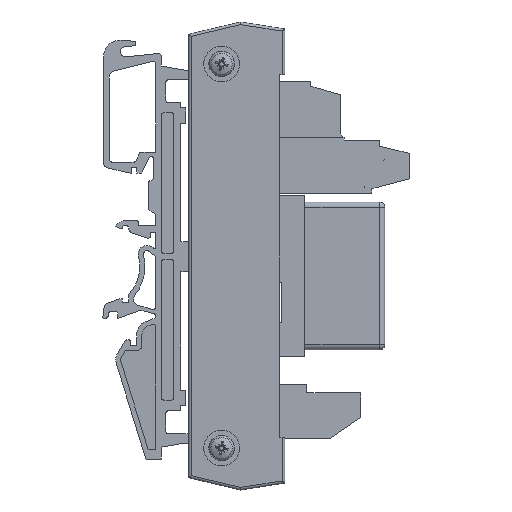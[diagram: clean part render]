
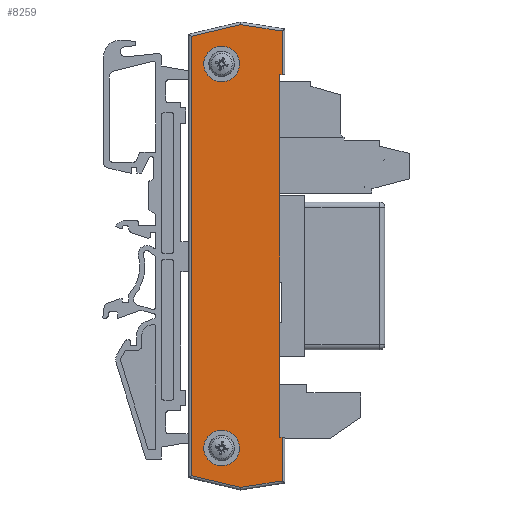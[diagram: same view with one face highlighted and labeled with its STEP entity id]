
A CAD part, left-side view. The second image highlights one B-rep face of the part: STEP entity #8259.
In plain terms, the highlighted face is planar.
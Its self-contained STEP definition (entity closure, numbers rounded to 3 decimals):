
#7798=CARTESIAN_POINT('',(-16.628,6.238,5.0));
#7799=VERTEX_POINT('',#7798);
#7806=CARTESIAN_POINT('',(54.672,6.238,5.0));
#7807=VERTEX_POINT('',#7806);
#7808=CARTESIAN_POINT('',(54.672,6.238,5.0));
#7809=DIRECTION('',(-1.0,0.0,0.0));
#7810=VECTOR('',#7809,71.3);
#7811=LINE('',#7808,#7810);
#7812=EDGE_CURVE('',#7807,#7799,#7811,.T.);
#8055=CARTESIAN_POINT('',(60.272,-5.162,5.0));
#8056=VERTEX_POINT('',#8055);
#8057=CARTESIAN_POINT('',(56.772,-5.162,5.0));
#8058=DIRECTION('',(0.0,0.0,-1.0));
#8059=DIRECTION('',(-1.0,0.0,0.0));
#8060=AXIS2_PLACEMENT_3D('',#8057,#8058,#8059);
#8061=CIRCLE('',#8060,3.5);
#8062=EDGE_CURVE('',#8056,#8056,#8061,.T.);
#8095=CARTESIAN_POINT('',(-15.228,-5.162,5.0));
#8096=VERTEX_POINT('',#8095);
#8097=CARTESIAN_POINT('',(-18.728,-5.162,5.0));
#8098=DIRECTION('',(0.0,0.0,-1.0));
#8099=DIRECTION('',(-1.0,0.0,0.0));
#8100=AXIS2_PLACEMENT_3D('',#8097,#8098,#8099);
#8101=CIRCLE('',#8100,3.5);
#8102=EDGE_CURVE('',#8096,#8096,#8101,.T.);
#8136=CARTESIAN_POINT('',(54.672,6.738,5.0));
#8137=VERTEX_POINT('',#8136);
#8138=CARTESIAN_POINT('',(54.672,6.738,5.0));
#8139=DIRECTION('',(0.0,-1.0,0.0));
#8140=VECTOR('',#8139,0.5);
#8141=LINE('',#8138,#8140);
#8142=EDGE_CURVE('',#8137,#7807,#8141,.T.);
#8167=CARTESIAN_POINT('',(-16.628,6.738,5.0));
#8168=VERTEX_POINT('',#8167);
#8176=CARTESIAN_POINT('',(-16.628,6.238,5.0));
#8177=DIRECTION('',(0.0,1.0,0.0));
#8178=VECTOR('',#8177,0.5);
#8179=LINE('',#8176,#8178);
#8180=EDGE_CURVE('',#7799,#8168,#8179,.T.);
#8189=CARTESIAN_POINT('',(19.022,-2.126,5.0));
#8190=DIRECTION('',(0.0,0.0,1.0));
#8191=DIRECTION('',(1.0,0.0,0.0));
#8192=AXIS2_PLACEMENT_3D('',#8189,#8190,#8191);
#8193=PLANE('',#8192);
#8194=ORIENTED_EDGE('',*,*,#8142,.T.);
#8195=ORIENTED_EDGE('',*,*,#7812,.T.);
#8196=ORIENTED_EDGE('',*,*,#8180,.T.);
#8197=CARTESIAN_POINT('',(-25.176,6.738,5.0));
#8198=VERTEX_POINT('',#8197);
#8199=CARTESIAN_POINT('',(-25.176,6.738,5.0));
#8200=DIRECTION('',(1.0,0.0,0.0));
#8201=VECTOR('',#8200,8.548);
#8202=LINE('',#8199,#8201);
#8203=EDGE_CURVE('',#8198,#8168,#8202,.T.);
#8204=ORIENTED_EDGE('',*,*,#8203,.F.);
#8205=CARTESIAN_POINT('',(-26.459,-1.405,5.0));
#8206=VERTEX_POINT('',#8205);
#8207=CARTESIAN_POINT('',(-26.459,-1.405,5.0));
#8208=DIRECTION('',(0.156,0.988,0.0));
#8209=VECTOR('',#8208,8.244);
#8210=LINE('',#8207,#8209);
#8211=EDGE_CURVE('',#8206,#8198,#8210,.T.);
#8212=ORIENTED_EDGE('',*,*,#8211,.F.);
#8213=CARTESIAN_POINT('',(-24.157,-11.162,5.0));
#8214=VERTEX_POINT('',#8213);
#8215=CARTESIAN_POINT('',(-24.157,-11.162,5.0));
#8216=DIRECTION('',(-0.23,0.973,0.0));
#8217=VECTOR('',#8216,10.024);
#8218=LINE('',#8215,#8217);
#8219=EDGE_CURVE('',#8214,#8206,#8218,.T.);
#8220=ORIENTED_EDGE('',*,*,#8219,.F.);
#8221=CARTESIAN_POINT('',(62.201,-11.162,5.0));
#8222=VERTEX_POINT('',#8221);
#8223=CARTESIAN_POINT('',(62.201,-11.162,5.0));
#8224=DIRECTION('',(-1.0,0.0,0.0));
#8225=VECTOR('',#8224,86.358);
#8226=LINE('',#8223,#8225);
#8227=EDGE_CURVE('',#8222,#8214,#8226,.T.);
#8228=ORIENTED_EDGE('',*,*,#8227,.F.);
#8229=CARTESIAN_POINT('',(64.503,-1.405,5.0));
#8230=VERTEX_POINT('',#8229);
#8231=CARTESIAN_POINT('',(64.503,-1.405,5.0));
#8232=DIRECTION('',(-0.23,-0.973,0.0));
#8233=VECTOR('',#8232,10.024);
#8234=LINE('',#8231,#8233);
#8235=EDGE_CURVE('',#8230,#8222,#8234,.T.);
#8236=ORIENTED_EDGE('',*,*,#8235,.F.);
#8237=CARTESIAN_POINT('',(63.22,6.738,5.0));
#8238=VERTEX_POINT('',#8237);
#8239=CARTESIAN_POINT('',(63.22,6.738,5.0));
#8240=DIRECTION('',(0.156,-0.988,0.0));
#8241=VECTOR('',#8240,8.244);
#8242=LINE('',#8239,#8241);
#8243=EDGE_CURVE('',#8238,#8230,#8242,.T.);
#8244=ORIENTED_EDGE('',*,*,#8243,.F.);
#8245=CARTESIAN_POINT('',(54.672,6.738,5.0));
#8246=DIRECTION('',(1.0,0.0,0.0));
#8247=VECTOR('',#8246,8.548);
#8248=LINE('',#8245,#8247);
#8249=EDGE_CURVE('',#8137,#8238,#8248,.T.);
#8250=ORIENTED_EDGE('',*,*,#8249,.F.);
#8251=EDGE_LOOP('',(#8194,#8195,#8196,#8204,#8212,#8220,#8228,#8236,#8244,#8250));
#8252=FACE_OUTER_BOUND('',#8251,.T.);
#8253=ORIENTED_EDGE('',*,*,#8062,.T.);
#8254=EDGE_LOOP('',(#8253));
#8255=FACE_BOUND('',#8254,.T.);
#8256=ORIENTED_EDGE('',*,*,#8102,.T.);
#8257=EDGE_LOOP('',(#8256));
#8258=FACE_BOUND('',#8257,.T.);
#8259=ADVANCED_FACE('',(#8252,#8255,#8258),#8193,.T.);
